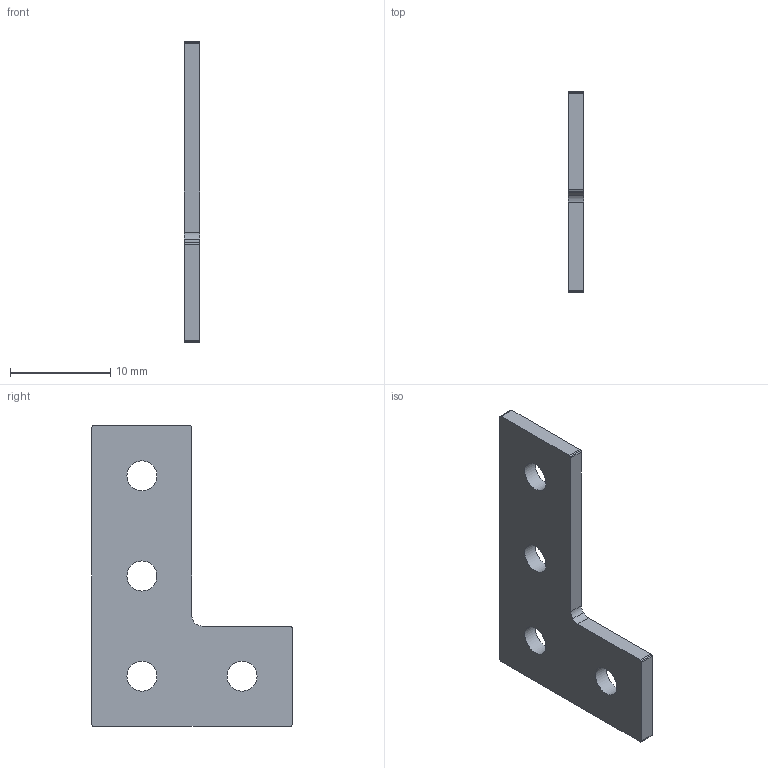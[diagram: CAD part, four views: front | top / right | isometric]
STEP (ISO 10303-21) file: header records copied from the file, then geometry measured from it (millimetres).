
FILE_DESCRIPTION(('HOOPS Exchange Step'),'2;1');
FILE_NAME('temp_export','2024-12-21T18:36:23+08:00',('27699'),('Shapr3D Limited'),'HOOPS Exchange 2024.6','Shapr3D','Authorized');
FILE_SCHEMA( ('AP242_MANAGED_MODEL_BASED_3D_ENGINEERING_MIM_LF {1 0 10303 442 1 1 4 }') );
Length unit declared in the file: millimetre
Products named in the file (1): L形连接板
Bounding box: 1.5 x 20 x 30 mm (x, y, z)
Volume: 557.8 mm3; surface area: 949.1 mm2
Topology: 1 solids, 1 shells, 24 faces, 74 edges, 52 vertices
Faces by surface type: cylinder 16, plane 8
Full cylindrical faces by diameter (mm): 3 x4
Entity records: 914 total; most frequent: DIRECTION 166, CARTESIAN_POINT 152, ORIENTED_EDGE 148, EDGE_CURVE 74, AXIS2_PLACEMENT_3D 66, VERTEX_POINT 52, CIRCLE 40, VECTOR 34
